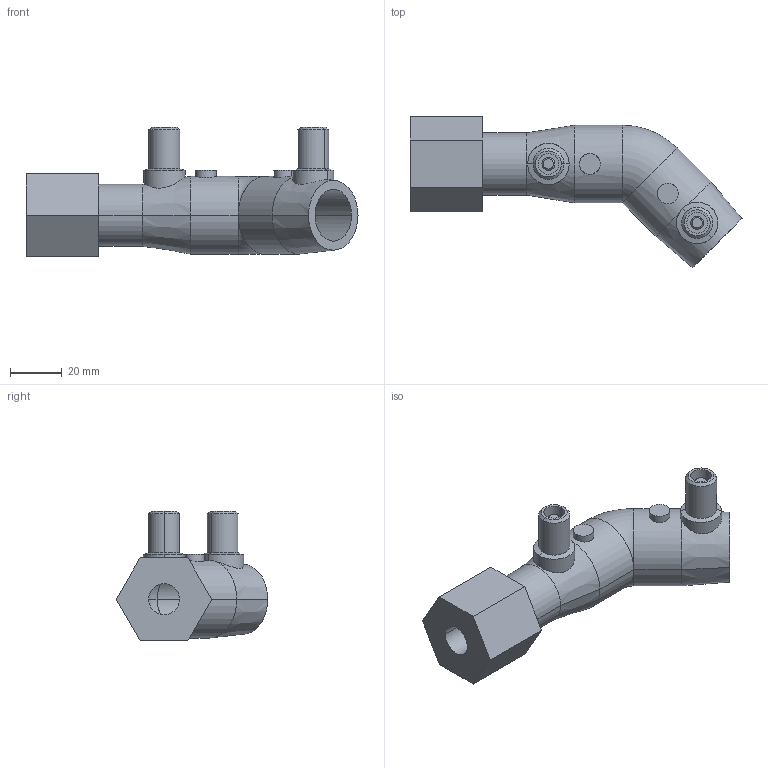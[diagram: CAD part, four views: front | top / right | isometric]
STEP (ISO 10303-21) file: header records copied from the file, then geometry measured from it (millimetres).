
FILE_DESCRIPTION( ( '' ), '1' );
FILE_NAME( 'AGRU_25188202011_PE_100_schwarz_E-Übergangswinkel_45°_20X1_2__SDR_7_4_05.stp', '2017-12-12T10:08:11', ( '' ), ( '' ), ' ', ' ', ' ' );
FILE_SCHEMA( ( 'automotive_design' ) );
Length unit declared in the file: millimetre
Products named in the file (1): 1
Bounding box: 128.32 x 58.58 x 50 mm (x, y, z)
Volume: 66389.9 mm3; surface area: 23537.7 mm2
Topology: 1 solids, 1 shells, 76 faces, 166 edges, 102 vertices
Faces by surface type: cylinder 32, plane 24, cone 16, torus 4
Entity records: 4570 total; most frequent: CARTESIAN_POINT 900, DIRECTION 378, STYLED_ITEM 345, PRESENTATION_STYLE_ASSIGNMENT 345, COLOUR_RGB 345, ORIENTED_EDGE 332, EDGE_CURVE 166, CURVE_STYLE 166
